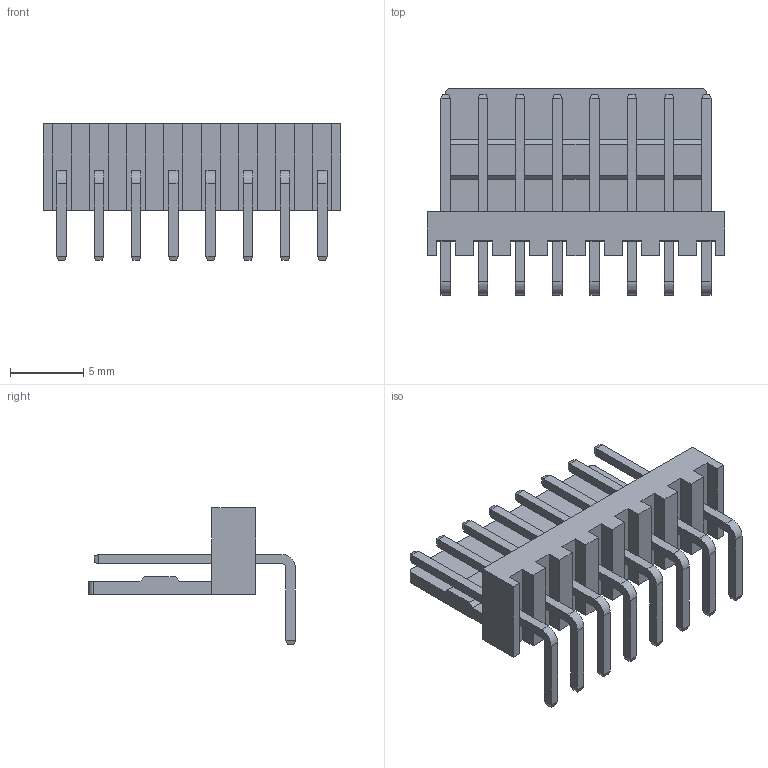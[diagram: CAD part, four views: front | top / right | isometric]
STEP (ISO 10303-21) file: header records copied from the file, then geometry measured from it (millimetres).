
FILE_DESCRIPTION (( 'STEP AP214' ), '1' );
FILE_NAME ('User Library-DS1070-8MR (WF-8RA CONNFLY).STEP', '2019-11-18T08:28:18', ( '' ), ( '' ), 'SwSTEP 2.0', 'SolidWorks 2019', '' );
FILE_SCHEMA (( 'AUTOMOTIVE_DESIGN' ));
Length unit declared in the file: millimetre
Products named in the file (1): User Library-DS1070-8MR (WF-8RA CONNFLY)
Bounding box: 20.32 x 14.1 x 9.3 mm (x, y, z)
Volume: 500.4 mm3; surface area: 1132 mm2
Topology: 1 solids, 1 shells, 224 faces, 554 edges, 348 vertices
Faces by surface type: plane 206, cylinder 18
Entity records: 7004 total; most frequent: CARTESIAN_POINT 1127, ORIENTED_EDGE 1108, DIRECTION 1040, EDGE_CURVE 554, VECTOR 518, LINE 518, VERTEX_POINT 348, AXIS2_PLACEMENT_3D 261
